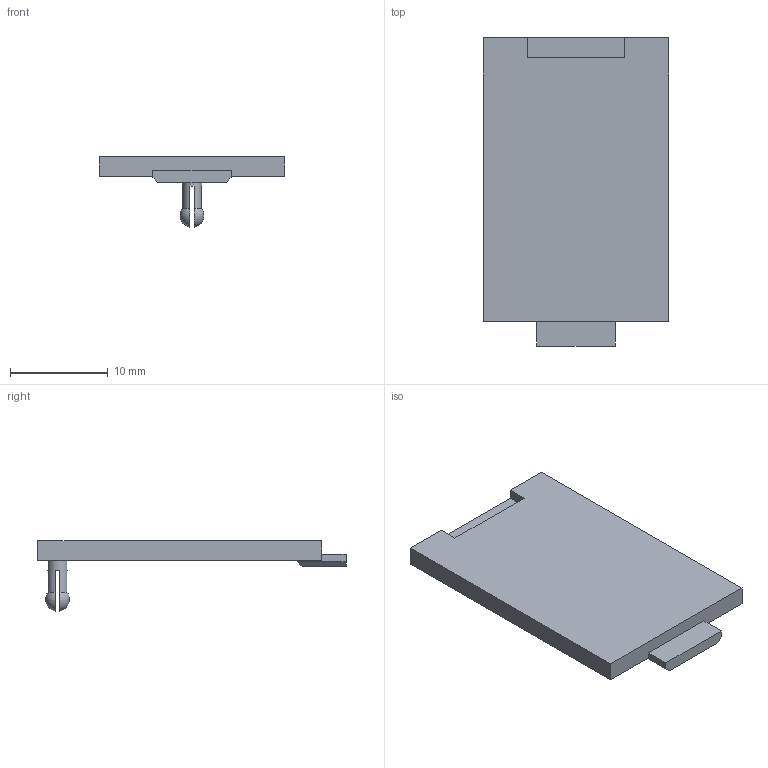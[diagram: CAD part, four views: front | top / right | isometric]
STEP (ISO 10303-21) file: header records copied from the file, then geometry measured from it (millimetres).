
FILE_DESCRIPTION(/* description */ (''),/* implementation_level */ '2;1');
FILE_NAME(/* name */ 'trappe.stp',/* time_stamp */ '2024-05-29T14:19:14+02:00',/* author */ ('michgae'),/* organization */ (''),/* preprocessor_version */ 'ST-DEVELOPER v20',/* originating_system */ 'Autodesk Inventor 2024',/* authorisation */ '');
FILE_SCHEMA (('AUTOMOTIVE_DESIGN { 1 0 10303 214 3 1 1 }'));
Length unit declared in the file: millimetre
Products named in the file (1): trappe
Bounding box: 19 x 31.5 x 7.2 mm (x, y, z)
Volume: 1115.3 mm3; surface area: 1444.2 mm2
Topology: 1 solids, 1 shells, 35 faces, 94 edges, 62 vertices
Faces by surface type: plane 30, sphere 4, cylinder 1
Full cylindrical faces by diameter (mm): 2 x1
Entity records: 1133 total; most frequent: CARTESIAN_POINT 192, ORIENTED_EDGE 188, DIRECTION 184, EDGE_CURVE 94, LINE 76, VECTOR 76, VERTEX_POINT 62, AXIS2_PLACEMENT_3D 54
